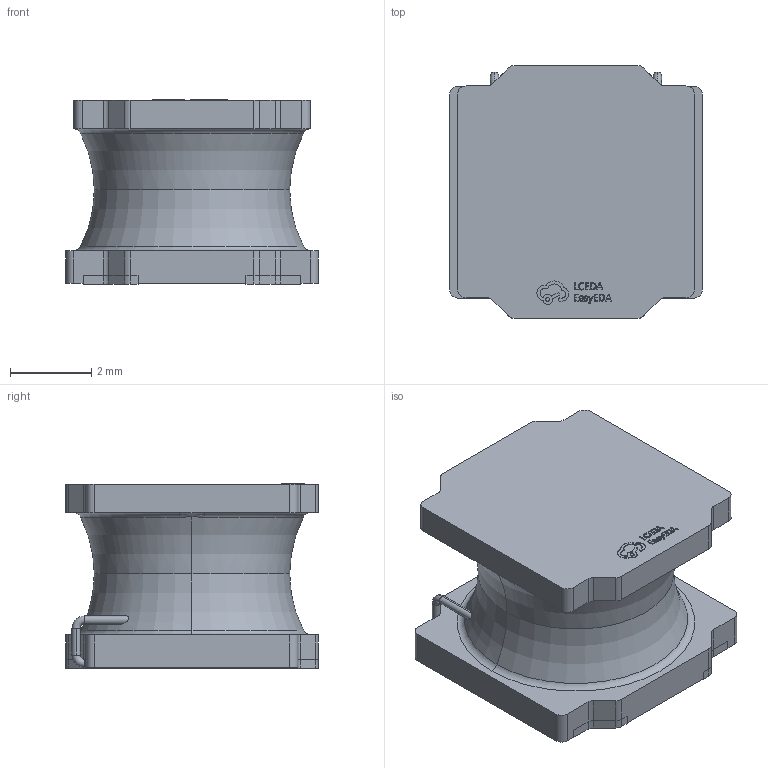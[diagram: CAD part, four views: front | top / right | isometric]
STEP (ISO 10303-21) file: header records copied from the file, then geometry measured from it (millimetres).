
FILE_DESCRIPTION (( 'STEP AP214' ), '1' );
FILE_NAME ('IND-SMD_L6.2-W6.2.step', '2022-07-09T00:41:35', ( '' ), ( '' ), 'SwSTEP 2.0', 'SolidWorks 2020', '' );
FILE_SCHEMA (( 'AUTOMOTIVE_DESIGN' ));
Length unit declared in the file: millimetre
Products named in the file (1): IND-SMD_L6.2-W6.2
Bounding box: 6.2 x 6.2 x 4.53 mm (x, y, z)
Volume: 113.3 mm3; surface area: 216.9 mm2
Topology: 3 solids, 3 shells, 402 faces, 1101 edges, 730 vertices
Faces by surface type: plane 230, bspline 114, cylinder 42, torus 16
Entity records: 18429 total; most frequent: CARTESIAN_POINT 4512, ORIENTED_EDGE 2202, DIRECTION 1553, EDGE_CURVE 1101, VECTOR 739, LINE 739, VERTEX_POINT 730, EDGE_LOOP 431
